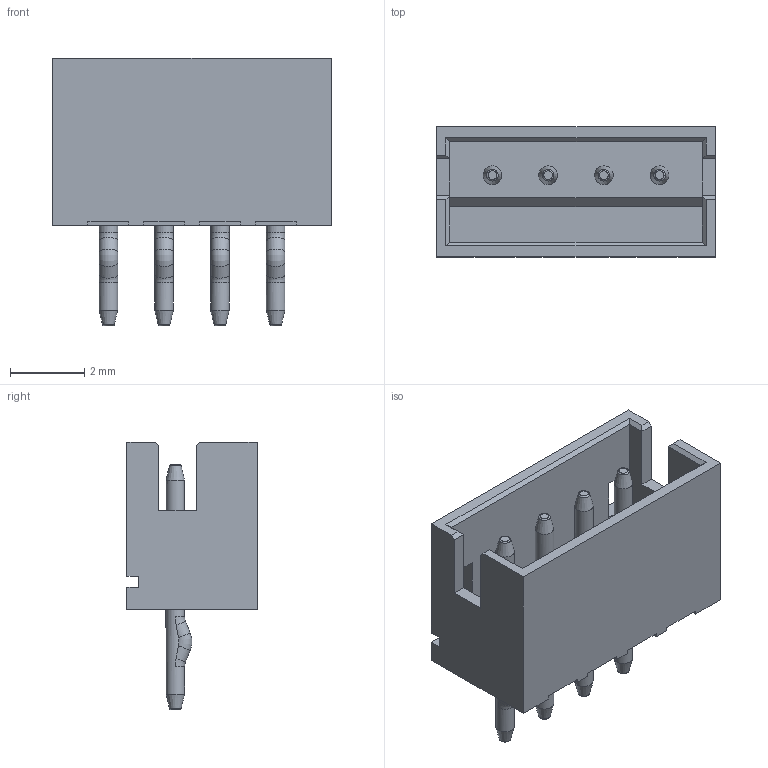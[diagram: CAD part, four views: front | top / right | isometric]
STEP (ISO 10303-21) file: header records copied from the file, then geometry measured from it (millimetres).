
FILE_DESCRIPTION(/* description */ ('Unknown'),/* implementation_level */ '2;1');
FILE_NAME(/* name */ 'J_Wurth_WR-WTB_64800411622',/* time_stamp */ '2025-05-27T17:21:50+08:00',/* author */ ('Unknown'),/* organization */ ('Unknown'),/* preprocessor_version */ 'ST-DEVELOPER v19.4',/* originating_system */ 'Solid Edge',/* authorisation */ 'Unknown');
FILE_SCHEMA (('AUTOMOTIVE_DESIGN {1 0 10303 214 3 1 1}'));
Length unit declared in the file: millimetre
Products named in the file (2): J_Wurth_WR-WTB_64800411622
Assembly tree (1 placements, depth 2):
  J_Wurth_WR-WTB_64800411622
    J_Wurth_WR-WTB_64800411622
Bounding box: 7.5 x 3.5 x 7.2 mm (x, y, z)
Volume: 61.5 mm3; surface area: 242.7 mm2
Topology: 1 solids, 1 shells, 130 faces, 372 edges, 252 vertices
Faces by surface type: plane 82, torus 20, cylinder 20, cone 8
Full cylindrical faces by diameter (mm): 0.5 x8
Entity records: 5045 total; most frequent: CARTESIAN_POINT 928, ORIENTED_EDGE 672, DIRECTION 608, EDGE_CURVE 336, VERTEX_POINT 248, LINE 208, VECTOR 208, AXIS2_PLACEMENT_3D 200
